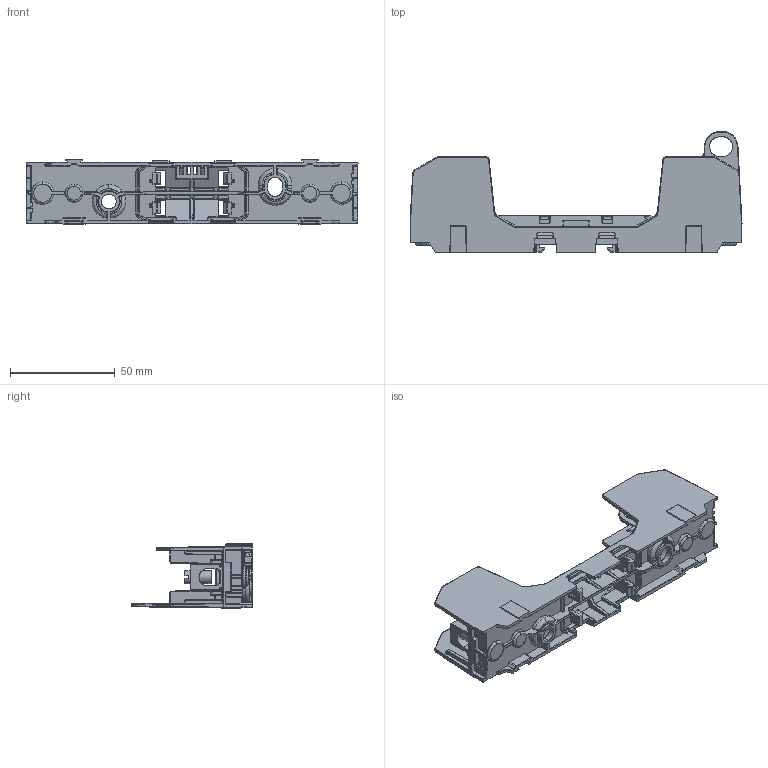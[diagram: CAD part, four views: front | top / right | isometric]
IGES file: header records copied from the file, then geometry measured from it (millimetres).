
Start section: SolidWorks IGES file using analytic representation for surfaces
Global section: file name: bus-ele-cd-RM60030.IGS; native system: SolidWorks 2013; preprocessor: SolidWorks 2013; author: E9816005; date: 150213.101351; units: millimetre
Bounding box: 158.84 x 57.8 x 30.78 mm (x, y, z)
Surface area: 43319.1 mm2 (no closed solid volume)
Topology: 0 solids, 0 shells, 3687 faces, 25923 edges, 25860 vertices
Faces by surface type: bspline 1908, revolution 1779
